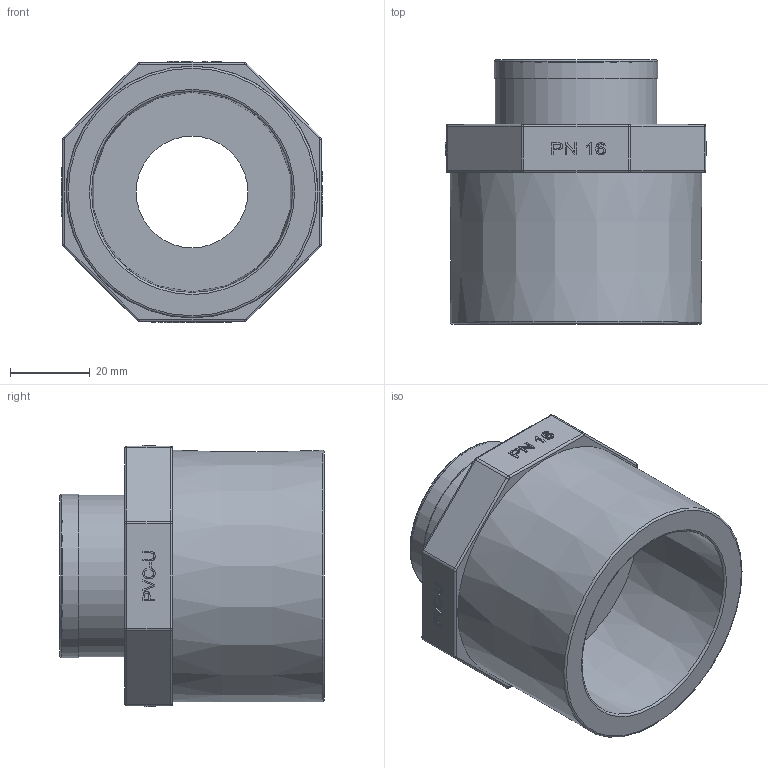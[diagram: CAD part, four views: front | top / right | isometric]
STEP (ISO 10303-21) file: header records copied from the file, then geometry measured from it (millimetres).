
FILE_DESCRIPTION(/* description */ (''),/* implementation_level */ '2;1');
FILE_NAME(/* name */ 'AF0351.050.032N.step',/* time_stamp */ '2026-01-22T10:23:08+01:00',/* author */ (''),/* organization */ (''),/* preprocessor_version */ 'ST-DEVELOPER v20.1',/* originating_system */ 'Autodesk Translation Framework v14.21.0.0',/* authorisation */ '');
FILE_SCHEMA (('AUTOMOTIVE_DESIGN { 1 0 10303 214 3 1 1 }'));
Length unit declared in the file: millimetre
Products named in the file (1): 2026-01-22-08-41-13-373
Bounding box: 65.5 x 66.22 x 65.5 mm (x, y, z)
Volume: 94464.4 mm3; surface area: 29216 mm2
Topology: 2 solids, 2 shells, 300 faces, 737 edges, 479 vertices
Faces by surface type: plane 169, bspline 69, cylinder 54, torus 6, cone 2
Full cylindrical faces by diameter (mm): 1.7 x1, 2.3 x1, 28 x1, 30.291 x7, 33.249 x8, 35.465 x1, 36 x1, 40.5 x2, 40.95 x1
Entity records: 15305 total; most frequent: CARTESIAN_POINT 8559, ORIENTED_EDGE 1474, DIRECTION 1170, EDGE_CURVE 737, LINE 484, VECTOR 484, VERTEX_POINT 479, AXIS2_PLACEMENT_3D 343
